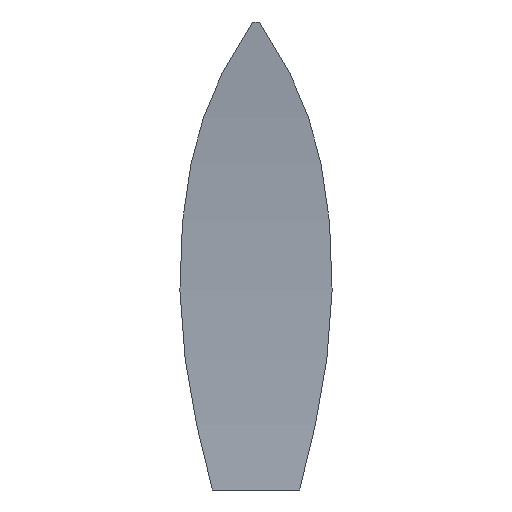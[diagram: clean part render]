
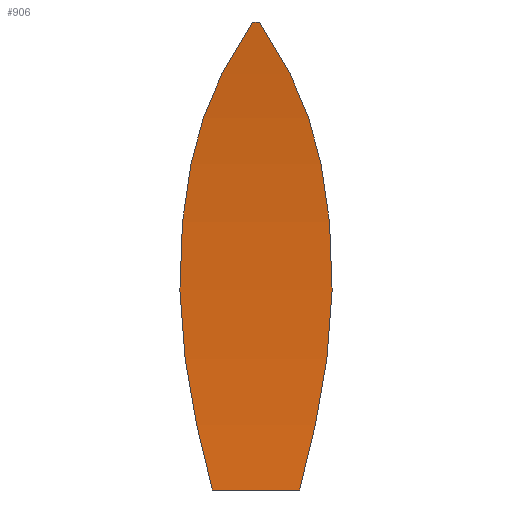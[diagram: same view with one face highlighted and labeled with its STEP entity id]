
A CAD part, top view. The second image highlights one B-rep face of the part: STEP entity #906.
In plain terms, the highlighted free-form (B-spline) face has degree [3, 1] with [9, 2] control points.
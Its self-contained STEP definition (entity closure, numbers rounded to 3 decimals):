
#33 = VERTEX_POINT('',#34);
#34 = CARTESIAN_POINT('',(5.25,-13.266,10.056
    ));
#67 = EDGE_CURVE('',#68,#33,#70,.T.);
#68 = VERTEX_POINT('',#69);
#69 = CARTESIAN_POINT('',(-5.25,-13.266,
    10.056));
#70 = B_SPLINE_CURVE_WITH_KNOTS('',3,(#71,#72,#73,#74),.UNSPECIFIED.,.F.
  ,.F.,(4,4),(0.,1.),.PIECEWISE_BEZIER_KNOTS.);
#71 = CARTESIAN_POINT('',(-5.25,-13.266,
    10.056));
#72 = CARTESIAN_POINT('',(-1.75,-13.266,
    10.056));
#73 = CARTESIAN_POINT('',(1.75,-13.266,10.056
    ));
#74 = CARTESIAN_POINT('',(5.25,-13.266,10.056
    ));
#191 = VERTEX_POINT('',#192);
#192 = CARTESIAN_POINT('',(-0.414,43.014,
    13.143));
#209 = EDGE_CURVE('',#210,#191,#212,.T.);
#210 = VERTEX_POINT('',#211);
#211 = CARTESIAN_POINT('',(0.414,43.014,
    13.143));
#212 = B_SPLINE_CURVE_WITH_KNOTS('',3,(#213,#214,#215,#216),
  .UNSPECIFIED.,.F.,.F.,(4,4),(0.,1.),.PIECEWISE_BEZIER_KNOTS.);
#213 = CARTESIAN_POINT('',(0.414,43.014,
    13.143));
#214 = CARTESIAN_POINT('',(0.138,43.014,
    13.143));
#215 = CARTESIAN_POINT('',(-0.138,43.014,
    13.143));
#216 = CARTESIAN_POINT('',(-0.414,43.014,
    13.143));
#336 = VERTEX_POINT('',#337);
#337 = CARTESIAN_POINT('',(4.103,36.783,
    12.298));
#347 = EDGE_CURVE('',#336,#33,#348,.T.);
#348 = B_SPLINE_CURVE_WITH_KNOTS('',3,(#349,#350,#351,#352,#353,#354,
    #355,#356,#357,#358,#359,#360,#361,#362,#363,#364,#365,#366,#367,
    #368,#369,#370,#371,#372),.UNSPECIFIED.,.F.,.F.,(4,1,1,1,1,1,1,1,1,1
    ,1,1,1,1,1,1,1,1,1,1,1,4),(6.652,7.073,
    8.216,8.937,9.922,12.792,
    14.987,18.937,20.36,25.678,
    25.781,31.504,32.768,37.031,
    37.197,39.458,40.752,42.634,
    43.726,47.824,48.451,49.572),
  .UNSPECIFIED.);
#349 = CARTESIAN_POINT('',(4.103,36.783,
    12.298));
#350 = CARTESIAN_POINT('',(4.178,36.634,
    12.278));
#351 = CARTESIAN_POINT('',(4.457,36.079,
    12.204));
#352 = CARTESIAN_POINT('',(4.842,35.257,12.094
    ));
#353 = CARTESIAN_POINT('',(5.296,34.221,
    11.958));
#354 = CARTESIAN_POINT('',(5.98,32.537,
    11.743));
#355 = CARTESIAN_POINT('',(6.756,30.261,
    11.471));
#356 = CARTESIAN_POINT('',(7.683,26.794,11.101)
  );
#357 = CARTESIAN_POINT('',(8.246,23.83,
    10.836));
#358 = CARTESIAN_POINT('',(8.827,19.606,
    10.515));
#359 = CARTESIAN_POINT('',(9.041,16.88,
    10.352));
#360 = CARTESIAN_POINT('',(9.199,12.432,10.137
    ));
#361 = CARTESIAN_POINT('',(9.167,9.595,10.035
    ));
#362 = CARTESIAN_POINT('',(8.851,5.109,9.924)
  );
#363 = CARTESIAN_POINT('',(8.59,2.847,9.889));
#364 = CARTESIAN_POINT('',(8.201,0.2,9.866)
  );
#365 = CARTESIAN_POINT('',(7.961,-1.269,9.86
    ));
#366 = CARTESIAN_POINT('',(7.565,-3.407,9.863
    ));
#367 = CARTESIAN_POINT('',(7.225,-5.08,9.875
    ));
#368 = CARTESIAN_POINT('',(6.625,-7.843,9.908
    ));
#369 = CARTESIAN_POINT('',(6.078,-10.104,9.955
    ));
#370 = CARTESIAN_POINT('',(5.49,-12.365,
    10.024));
#371 = CARTESIAN_POINT('',(5.31,-13.04,
    10.047));
#372 = CARTESIAN_POINT('',(5.194,-13.473,10.063
    ));
#812 = EDGE_CURVE('',#336,#210,#813,.T.);
#813 = B_SPLINE_CURVE_WITH_KNOTS('',3,(#814,#815,#816,#817,#818,#819),
  .UNSPECIFIED.,.F.,.F.,(4,1,1,4),(0.572,0.911,
    3.547,6.652),.UNSPECIFIED.);
#814 = CARTESIAN_POINT('',(4.103,36.783,
    12.298));
#815 = CARTESIAN_POINT('',(4.042,36.903,
    12.314));
#816 = CARTESIAN_POINT('',(3.505,37.956,
    12.454));
#817 = CARTESIAN_POINT('',(2.323,40.063,
    12.728));
#818 = CARTESIAN_POINT('',(1.079,41.975,12.998
    ));
#819 = CARTESIAN_POINT('',(0.414,43.014,
    13.143));
#906 = ADVANCED_FACE('',(#907),#951,.T.);
#907 = FACE_BOUND('',#908,.T.);
#908 = EDGE_LOOP('',(#909,#910,#911,#912,#913,#924));
#909 = ORIENTED_EDGE('',*,*,#67,.T.);
#910 = ORIENTED_EDGE('',*,*,#347,.F.);
#911 = ORIENTED_EDGE('',*,*,#812,.T.);
#912 = ORIENTED_EDGE('',*,*,#209,.T.);
#913 = ORIENTED_EDGE('',*,*,#914,.F.);
#914 = EDGE_CURVE('',#915,#191,#917,.T.);
#915 = VERTEX_POINT('',#916);
#916 = CARTESIAN_POINT('',(-4.103,36.783,
    12.298));
#917 = B_SPLINE_CURVE_WITH_KNOTS('',3,(#918,#919,#920,#921,#922,#923),
  .UNSPECIFIED.,.F.,.F.,(4,1,1,4),(0.572,0.911,
    3.547,6.652),.UNSPECIFIED.);
#918 = CARTESIAN_POINT('',(-4.103,36.783,
    12.298));
#919 = CARTESIAN_POINT('',(-4.042,36.903,
    12.314));
#920 = CARTESIAN_POINT('',(-3.505,37.956,
    12.454));
#921 = CARTESIAN_POINT('',(-2.323,40.063,
    12.728));
#922 = CARTESIAN_POINT('',(-1.079,41.975,
    12.998));
#923 = CARTESIAN_POINT('',(-0.414,43.014,
    13.143));
#924 = ORIENTED_EDGE('',*,*,#925,.T.);
#925 = EDGE_CURVE('',#915,#68,#926,.T.);
#926 = B_SPLINE_CURVE_WITH_KNOTS('',3,(#927,#928,#929,#930,#931,#932,
    #933,#934,#935,#936,#937,#938,#939,#940,#941,#942,#943,#944,#945,
    #946,#947,#948,#949,#950),.UNSPECIFIED.,.F.,.F.,(4,1,1,1,1,1,1,1,1,1
    ,1,1,1,1,1,1,1,1,1,1,1,4),(6.652,7.073,
    8.216,8.937,9.922,12.792,
    14.987,18.937,20.36,25.678,
    25.781,31.504,32.768,37.031,
    37.197,39.458,40.752,42.634,
    43.726,47.824,48.451,49.572),
  .UNSPECIFIED.);
#927 = CARTESIAN_POINT('',(-4.103,36.783,
    12.298));
#928 = CARTESIAN_POINT('',(-4.178,36.634,
    12.278));
#929 = CARTESIAN_POINT('',(-4.457,36.079,
    12.204));
#930 = CARTESIAN_POINT('',(-4.842,35.257,
    12.094));
#931 = CARTESIAN_POINT('',(-5.296,34.221,
    11.958));
#932 = CARTESIAN_POINT('',(-5.98,32.537,
    11.743));
#933 = CARTESIAN_POINT('',(-6.756,30.261,
    11.471));
#934 = CARTESIAN_POINT('',(-7.683,26.794,11.101
    ));
#935 = CARTESIAN_POINT('',(-8.246,23.83,
    10.836));
#936 = CARTESIAN_POINT('',(-8.827,19.606,
    10.515));
#937 = CARTESIAN_POINT('',(-9.041,16.88,
    10.352));
#938 = CARTESIAN_POINT('',(-9.199,12.432,
    10.137));
#939 = CARTESIAN_POINT('',(-9.167,9.595,
    10.035));
#940 = CARTESIAN_POINT('',(-8.851,5.109,9.924)
  );
#941 = CARTESIAN_POINT('',(-8.59,2.847,9.889)
  );
#942 = CARTESIAN_POINT('',(-8.201,0.2,9.866)
  );
#943 = CARTESIAN_POINT('',(-7.961,-1.269,
    9.86));
#944 = CARTESIAN_POINT('',(-7.565,-3.407,
    9.863));
#945 = CARTESIAN_POINT('',(-7.225,-5.08,
    9.875));
#946 = CARTESIAN_POINT('',(-6.625,-7.843,
    9.908));
#947 = CARTESIAN_POINT('',(-6.078,-10.104,
    9.955));
#948 = CARTESIAN_POINT('',(-5.49,-12.365,
    10.024));
#949 = CARTESIAN_POINT('',(-5.31,-13.04,
    10.047));
#950 = CARTESIAN_POINT('',(-5.194,-13.473,
    10.063));
#951 = B_SPLINE_SURFACE_WITH_KNOTS('',3,1,(
    (#952,#953)
    ,(#954,#955)
    ,(#956,#957)
    ,(#958,#959)
    ,(#960,#961)
    ,(#962,#963)
    ,(#964,#965)
    ,(#966,#967)
    ,(#968,#969
    )),.UNSPECIFIED.,.F.,.F.,.F.,(4,1,1,1,1,1,4),(2,2),(0.,0.25,0.5,
    0.625,0.75,0.875,1.),(0.,1.),.UNSPECIFIED.);
#952 = CARTESIAN_POINT('',(9.276,-13.266,
    10.056));
#953 = CARTESIAN_POINT('',(-9.276,-13.266,
    10.056));
#954 = CARTESIAN_POINT('',(9.276,-8.553,9.887)
  );
#955 = CARTESIAN_POINT('',(-9.276,-8.553,
    9.887));
#956 = CARTESIAN_POINT('',(9.276,0.974,9.783)
  );
#957 = CARTESIAN_POINT('',(-9.276,0.974,9.783
    ));
#958 = CARTESIAN_POINT('',(9.276,13.21,
    10.106));
#959 = CARTESIAN_POINT('',(-9.276,13.21,
    10.106));
#960 = CARTESIAN_POINT('',(9.276,22.921,
    10.732));
#961 = CARTESIAN_POINT('',(-9.276,22.921,
    10.732));
#962 = CARTESIAN_POINT('',(9.276,30.069,
    11.414));
#963 = CARTESIAN_POINT('',(-9.276,30.069,
    11.414));
#964 = CARTESIAN_POINT('',(9.276,36.865,
    12.306));
#965 = CARTESIAN_POINT('',(-9.276,36.865,
    12.306));
#966 = CARTESIAN_POINT('',(9.276,40.972,12.857
    ));
#967 = CARTESIAN_POINT('',(-9.276,40.972,
    12.857));
#968 = CARTESIAN_POINT('',(9.276,43.014,13.143
    ));
#969 = CARTESIAN_POINT('',(-9.276,43.014,
    13.143));
